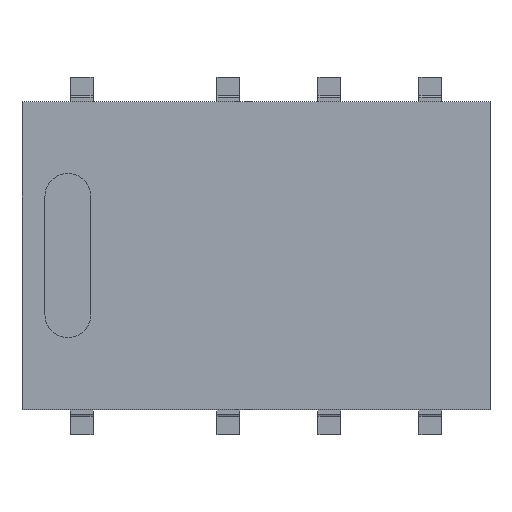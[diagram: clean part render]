
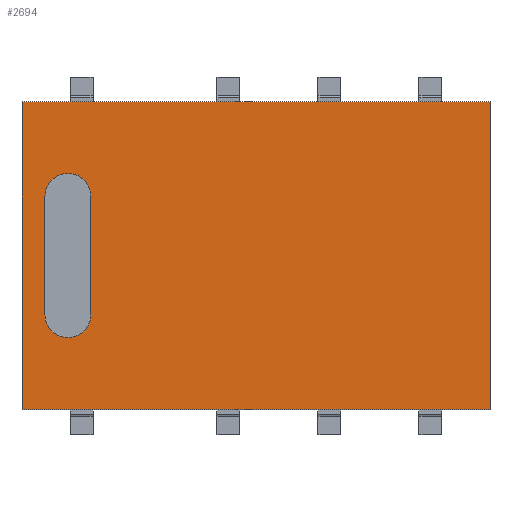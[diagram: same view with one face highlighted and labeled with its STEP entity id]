
A CAD part, top view. The second image highlights one B-rep face of the part: STEP entity #2694.
In plain terms, the highlighted planar face has unit normal (0, 0, 1).
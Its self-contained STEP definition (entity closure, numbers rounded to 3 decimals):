
#2418=CARTESIAN_POINT('',(-3.6,1.29,5.4));
#2419=VERTEX_POINT('',#2418);
#2420=CARTESIAN_POINT('',(-3.6,-1.29,5.4));
#2421=VERTEX_POINT('',#2420);
#2422=CARTESIAN_POINT('',(-3.6,1.29,5.4));
#2423=DIRECTION('',(0.0,-1.0,0.0));
#2424=VECTOR('',#2423,2.579);
#2425=LINE('',#2422,#2424);
#2426=EDGE_CURVE('',#2419,#2421,#2425,.T.);
#2458=CARTESIAN_POINT('',(-4.6,-1.29,5.4));
#2459=VERTEX_POINT('',#2458);
#2460=CARTESIAN_POINT('',(-4.1,-1.29,5.4));
#2461=DIRECTION('',(0.0,0.0,-1.0));
#2462=DIRECTION('',(0.0,-1.0,0.0));
#2463=AXIS2_PLACEMENT_3D('',#2460,#2461,#2462);
#2464=CIRCLE('',#2463,0.5);
#2465=EDGE_CURVE('',#2421,#2459,#2464,.T.);
#2516=CARTESIAN_POINT('',(-4.6,1.29,5.4));
#2517=VERTEX_POINT('',#2516);
#2518=CARTESIAN_POINT('',(-4.1,1.29,5.4));
#2519=DIRECTION('',(0.0,0.0,-1.0));
#2520=DIRECTION('',(0.0,1.0,0.0));
#2521=AXIS2_PLACEMENT_3D('',#2518,#2519,#2520);
#2522=CIRCLE('',#2521,0.5);
#2523=EDGE_CURVE('',#2517,#2419,#2522,.T.);
#2541=CARTESIAN_POINT('',(-4.6,-1.29,5.4));
#2542=DIRECTION('',(0.0,1.0,0.0));
#2543=VECTOR('',#2542,2.579);
#2544=LINE('',#2541,#2543);
#2545=EDGE_CURVE('',#2459,#2517,#2544,.T.);
#2558=CARTESIAN_POINT('',(5.1,3.35,5.4));
#2559=VERTEX_POINT('',#2558);
#2560=CARTESIAN_POINT('',(5.1,-3.35,5.4));
#2561=VERTEX_POINT('',#2560);
#2562=CARTESIAN_POINT('',(5.1,3.35,5.4));
#2563=DIRECTION('',(0.0,-1.0,0.0));
#2564=VECTOR('',#2563,6.7);
#2565=LINE('',#2562,#2564);
#2566=EDGE_CURVE('',#2559,#2561,#2565,.T.);
#2598=CARTESIAN_POINT('',(-5.1,-3.35,5.4));
#2599=VERTEX_POINT('',#2598);
#2600=CARTESIAN_POINT('',(5.1,-3.35,5.4));
#2601=DIRECTION('',(-1.0,0.0,0.0));
#2602=VECTOR('',#2601,10.2);
#2603=LINE('',#2600,#2602);
#2604=EDGE_CURVE('',#2561,#2599,#2603,.T.);
#2629=CARTESIAN_POINT('',(-5.1,3.35,5.4));
#2630=VERTEX_POINT('',#2629);
#2631=CARTESIAN_POINT('',(-5.1,-3.35,5.4));
#2632=DIRECTION('',(0.0,1.0,0.0));
#2633=VECTOR('',#2632,6.7);
#2634=LINE('',#2631,#2633);
#2635=EDGE_CURVE('',#2599,#2630,#2634,.T.);
#2660=CARTESIAN_POINT('',(-5.1,3.35,5.4));
#2661=DIRECTION('',(1.0,0.0,0.0));
#2662=VECTOR('',#2661,10.2);
#2663=LINE('',#2660,#2662);
#2664=EDGE_CURVE('',#2630,#2559,#2663,.T.);
#2677=CARTESIAN_POINT('',(0.0,0.,5.4));
#2678=DIRECTION('',(0.0,0.0,1.0));
#2679=DIRECTION('',(1.0,0.0,0.0));
#2680=AXIS2_PLACEMENT_3D('',#2677,#2678,#2679);
#2681=PLANE('',#2680);
#2682=ORIENTED_EDGE('',*,*,#2566,.F.);
#2683=ORIENTED_EDGE('',*,*,#2664,.F.);
#2684=ORIENTED_EDGE('',*,*,#2635,.F.);
#2685=ORIENTED_EDGE('',*,*,#2604,.F.);
#2686=EDGE_LOOP('',(#2682,#2683,#2684,#2685));
#2687=FACE_OUTER_BOUND('',#2686,.T.);
#2688=ORIENTED_EDGE('',*,*,#2426,.T.);
#2689=ORIENTED_EDGE('',*,*,#2465,.T.);
#2690=ORIENTED_EDGE('',*,*,#2545,.T.);
#2691=ORIENTED_EDGE('',*,*,#2523,.T.);
#2692=EDGE_LOOP('',(#2688,#2689,#2690,#2691));
#2693=FACE_BOUND('',#2692,.T.);
#2694=ADVANCED_FACE('',(#2687,#2693),#2681,.T.);
